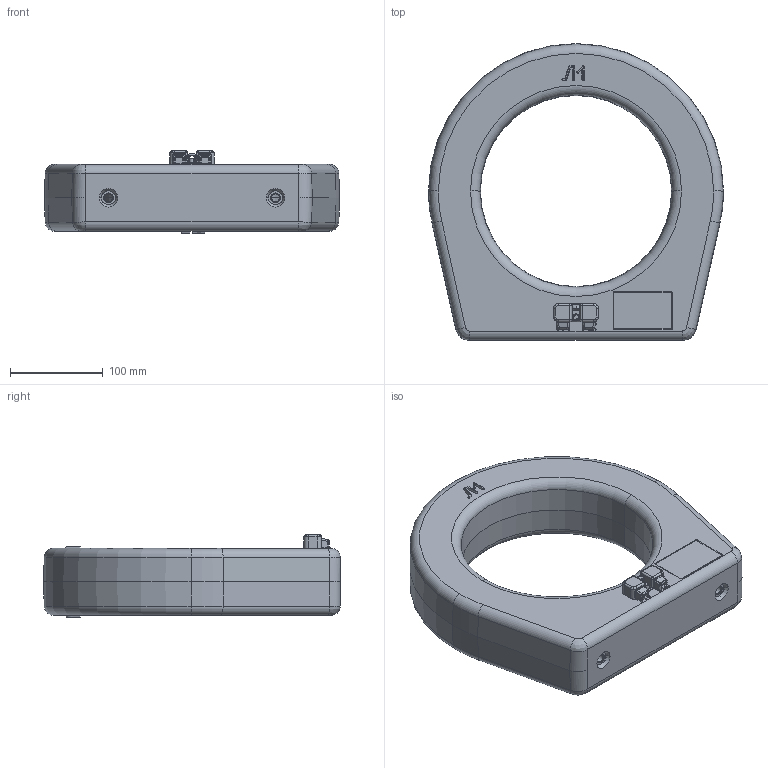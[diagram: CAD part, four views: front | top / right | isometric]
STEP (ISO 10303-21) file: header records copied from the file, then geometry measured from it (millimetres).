
FILE_DESCRIPTION (( 'STEP AP203' ), '1' );
FILE_NAME ('ﾒﾍﾘﾋ-0,66 (3000-6000)ﾀ.STEP', '2017-02-20T09:03:56', ( '' ), ( '' ), 'SwSTEP 2.0', 'SolidWorks 2010', '' );
FILE_SCHEMA (( 'CONFIG_CONTROL_DESIGN' ));
Length unit declared in the file: millimetre
Products named in the file (1): ﾒﾍﾘﾋ-0,66 (3000-6000)ﾀ
Bounding box: 318 x 320 x 88.5 mm (x, y, z)
Surface area: 218165.9 mm2 (no closed solid volume)
Topology: 0 solids, 8 shells, 288 faces, 854 edges, 560 vertices
Faces by surface type: plane 86, cylinder 65, bspline 62, cone 53, torus 14, sphere 8
Entity records: 11243 total; most frequent: CARTESIAN_POINT 4114, ORIENTED_EDGE 1467, DIRECTION 1372, EDGE_CURVE 852, VERTEX_POINT 560, AXIS2_PLACEMENT_3D 501, VECTOR 370, LINE 370
